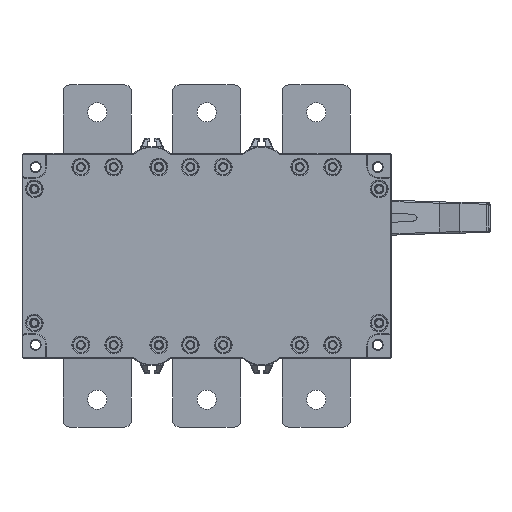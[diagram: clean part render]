
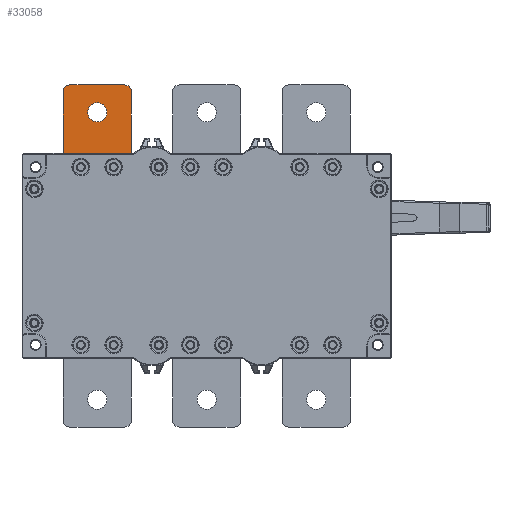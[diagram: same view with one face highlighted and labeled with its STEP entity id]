
A CAD part, front view. The second image highlights one B-rep face of the part: STEP entity #33058.
In plain terms, the highlighted planar face has unit normal (0, -1, 0).
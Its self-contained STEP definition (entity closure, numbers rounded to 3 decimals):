
#32721=CARTESIAN_POINT('',(12.,0.,3.));
#32722=DIRECTION('',(0.,-1.,0.));
#32723=DIRECTION('',(-1.,0.,0.));
#32724=AXIS2_PLACEMENT_3D('',#32721,#32722,#32723);
#32726=CARTESIAN_POINT('',(12.,0.,3.));
#32727=DIRECTION('',(0.,-1.,0.));
#32728=DIRECTION('',(1.,0.,0.));
#32729=AXIS2_PLACEMENT_3D('',#32726,#32727,#32728);
#32731=CARTESIAN_POINT('',(-12.,0.,3.));
#32732=DIRECTION('',(0.,-1.,0.));
#32733=DIRECTION('',(-1.,0.,0.));
#32734=AXIS2_PLACEMENT_3D('',#32731,#32732,#32733);
#32736=CARTESIAN_POINT('',(-12.,0.,3.));
#32737=DIRECTION('',(0.,-1.,0.));
#32738=DIRECTION('',(1.,0.,0.));
#32739=AXIS2_PLACEMENT_3D('',#32736,#32737,#32738);
#32741=CARTESIAN_POINT('',(0.,0.,43.));
#32742=DIRECTION('',(0.,-1.,0.));
#32743=DIRECTION('',(0.,0.,-1.));
#32744=AXIS2_PLACEMENT_3D('',#32741,#32742,#32743);
#32746=CARTESIAN_POINT('',(0.,0.,43.));
#32747=DIRECTION('',(0.,-1.,0.));
#32748=DIRECTION('',(0.,0.,1.));
#32749=AXIS2_PLACEMENT_3D('',#32746,#32747,#32748);
#32751=DIRECTION('',(1.,0.,0.));
#32752=VECTOR('',#32751,44.);
#32753=CARTESIAN_POINT('',(-21.5,0.,-11.));
#32754=LINE('',#32753,#32752);
#32755=CARTESIAN_POINT('',(-17.5,0.,-8.));
#32756=DIRECTION('',(0.,1.,0.));
#32757=DIRECTION('',(-0.8,0.,-0.6));
#32758=AXIS2_PLACEMENT_3D('',#32755,#32756,#32757);
#32760=DIRECTION('',(0.,0.,1.));
#32761=VECTOR('',#32760,21.);
#32762=CARTESIAN_POINT('',(-22.5,0.,-8.));
#32763=LINE('',#32762,#32761);
#32764=CARTESIAN_POINT('',(-20.,0.,58.));
#32765=DIRECTION('',(0.,1.,0.));
#32766=DIRECTION('',(-1.,0.,0.));
#32767=AXIS2_PLACEMENT_3D('',#32764,#32765,#32766);
#32769=CARTESIAN_POINT('',(20.,0.,58.));
#32770=DIRECTION('',(0.,1.,0.));
#32771=DIRECTION('',(0.,0.,1.));
#32772=AXIS2_PLACEMENT_3D('',#32769,#32770,#32771);
#32774=DIRECTION('',(0.,0.,-1.));
#32775=VECTOR('',#32774,24.);
#32776=CARTESIAN_POINT('',(22.5,0.,13.));
#32777=LINE('',#32776,#32775);
#32883=DIRECTION('',(1.,0.,0.));
#32884=VECTOR('',#32883,2.5);
#32885=CARTESIAN_POINT('',(22.5,0.,13.));
#32886=LINE('',#32885,#32884);
#32891=DIRECTION('',(0.,0.,1.));
#32892=VECTOR('',#32891,45.);
#32893=CARTESIAN_POINT('',(25.,0.,13.));
#32894=LINE('',#32893,#32892);
#32903=DIRECTION('',(-1.,0.,0.));
#32904=VECTOR('',#32903,40.);
#32905=CARTESIAN_POINT('',(20.,0.,63.));
#32906=LINE('',#32905,#32904);
#32915=DIRECTION('',(0.,0.,-1.));
#32916=VECTOR('',#32915,45.);
#32917=CARTESIAN_POINT('',(-25.,0.,58.));
#32918=LINE('',#32917,#32916);
#32927=DIRECTION('',(1.,0.,0.));
#32928=VECTOR('',#32927,2.5);
#32929=CARTESIAN_POINT('',(-25.,0.,13.));
#32930=LINE('',#32929,#32928);
#32943=CARTESIAN_POINT('',(-22.5,0.,-8.));
#32944=CARTESIAN_POINT('',(-22.5,0.,13.));
#32945=VERTEX_POINT('',#32943);
#32946=VERTEX_POINT('',#32944);
#32947=CARTESIAN_POINT('',(-25.,0.,13.));
#32948=VERTEX_POINT('',#32947);
#32949=CARTESIAN_POINT('',(-25.,0.,58.));
#32950=VERTEX_POINT('',#32949);
#32951=CARTESIAN_POINT('',(-20.,0.,63.));
#32952=VERTEX_POINT('',#32951);
#32953=CARTESIAN_POINT('',(20.,0.,63.));
#32954=VERTEX_POINT('',#32953);
#32955=CARTESIAN_POINT('',(25.,0.,58.));
#32956=VERTEX_POINT('',#32955);
#32957=CARTESIAN_POINT('',(25.,0.,13.));
#32958=VERTEX_POINT('',#32957);
#32959=CARTESIAN_POINT('',(22.5,0.,13.));
#32960=VERTEX_POINT('',#32959);
#32961=CARTESIAN_POINT('',(9.5,0.,3.));
#32962=CARTESIAN_POINT('',(14.5,0.,3.));
#32963=VERTEX_POINT('',#32961);
#32964=VERTEX_POINT('',#32962);
#32965=CARTESIAN_POINT('',(-14.5,0.,3.));
#32966=CARTESIAN_POINT('',(-9.5,0.,3.));
#32967=VERTEX_POINT('',#32965);
#32968=VERTEX_POINT('',#32966);
#32969=CARTESIAN_POINT('',(0.,0.,36.));
#32970=CARTESIAN_POINT('',(0.,0.,50.));
#32971=VERTEX_POINT('',#32969);
#32972=VERTEX_POINT('',#32970);
#33003=CARTESIAN_POINT('',(-21.5,0.,-11.));
#33004=CARTESIAN_POINT('',(22.5,0.,-11.));
#33005=VERTEX_POINT('',#33003);
#33006=VERTEX_POINT('',#33004);
#33011=CARTESIAN_POINT('',(0.,0.,0.));
#33012=DIRECTION('',(0.,1.,0.));
#33013=DIRECTION('',(1.,0.,0.));
#33014=AXIS2_PLACEMENT_3D('',#33011,#33012,#33013);
#33015=PLANE('',#33014);
#33017=ORIENTED_EDGE('',*,*,#33016,.F.);
#33019=ORIENTED_EDGE('',*,*,#33018,.T.);
#33021=ORIENTED_EDGE('',*,*,#33020,.T.);
#33023=ORIENTED_EDGE('',*,*,#33022,.F.);
#33025=ORIENTED_EDGE('',*,*,#33024,.F.);
#33027=ORIENTED_EDGE('',*,*,#33026,.T.);
#33029=ORIENTED_EDGE('',*,*,#33028,.F.);
#33031=ORIENTED_EDGE('',*,*,#33030,.T.);
#33033=ORIENTED_EDGE('',*,*,#33032,.F.);
#33035=ORIENTED_EDGE('',*,*,#33034,.F.);
#33037=ORIENTED_EDGE('',*,*,#33036,.T.);
#33038=EDGE_LOOP('',(#33017,#33019,#33021,#33023,#33025,#33027,#33029,#33031,
#33033,#33035,#33037));
#33039=FACE_OUTER_BOUND('',#33038,.F.);
#33041=ORIENTED_EDGE('',*,*,#33040,.T.);
#33043=ORIENTED_EDGE('',*,*,#33042,.T.);
#33044=EDGE_LOOP('',(#33041,#33043));
#33045=FACE_BOUND('',#33044,.F.);
#33047=ORIENTED_EDGE('',*,*,#33046,.T.);
#33049=ORIENTED_EDGE('',*,*,#33048,.T.);
#33050=EDGE_LOOP('',(#33047,#33049));
#33051=FACE_BOUND('',#33050,.F.);
#33053=ORIENTED_EDGE('',*,*,#33052,.T.);
#33055=ORIENTED_EDGE('',*,*,#33054,.T.);
#33056=EDGE_LOOP('',(#33053,#33055));
#33057=FACE_BOUND('',#33056,.F.);
#33058=ADVANCED_FACE('',(#33039,#33045,#33051,#33057),#33015,.F.);
#32725=CIRCLE('',#32724,2.5);
#32730=CIRCLE('',#32729,2.5);
#32735=CIRCLE('',#32734,2.5);
#32740=CIRCLE('',#32739,2.5);
#32745=CIRCLE('',#32744,7.);
#32750=CIRCLE('',#32749,7.);
#32759=CIRCLE('',#32758,5.);
#32768=CIRCLE('',#32767,5.);
#32773=CIRCLE('',#32772,5.);
#33016=EDGE_CURVE('',#33005,#33006,#32754,.T.);
#33018=EDGE_CURVE('',#33005,#32945,#32759,.T.);
#33020=EDGE_CURVE('',#32945,#32946,#32763,.T.);
#33022=EDGE_CURVE('',#32948,#32946,#32930,.T.);
#33024=EDGE_CURVE('',#32950,#32948,#32918,.T.);
#33026=EDGE_CURVE('',#32950,#32952,#32768,.T.);
#33028=EDGE_CURVE('',#32954,#32952,#32906,.T.);
#33030=EDGE_CURVE('',#32954,#32956,#32773,.T.);
#33032=EDGE_CURVE('',#32958,#32956,#32894,.T.);
#33034=EDGE_CURVE('',#32960,#32958,#32886,.T.);
#33036=EDGE_CURVE('',#32960,#33006,#32777,.T.);
#33040=EDGE_CURVE('',#32967,#32968,#32735,.T.);
#33042=EDGE_CURVE('',#32968,#32967,#32740,.T.);
#33046=EDGE_CURVE('',#32971,#32972,#32745,.T.);
#33048=EDGE_CURVE('',#32972,#32971,#32750,.T.);
#33052=EDGE_CURVE('',#32963,#32964,#32725,.T.);
#33054=EDGE_CURVE('',#32964,#32963,#32730,.T.);
